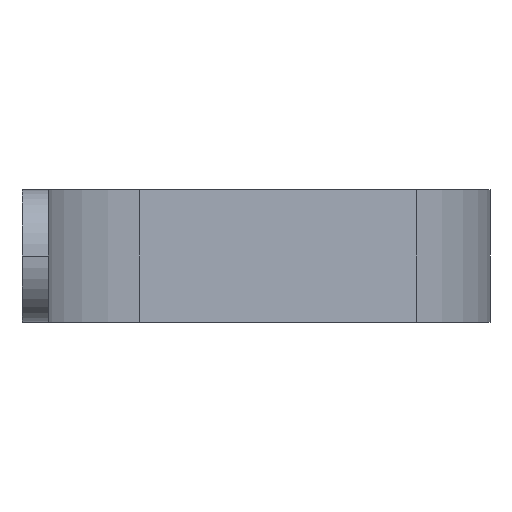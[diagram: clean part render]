
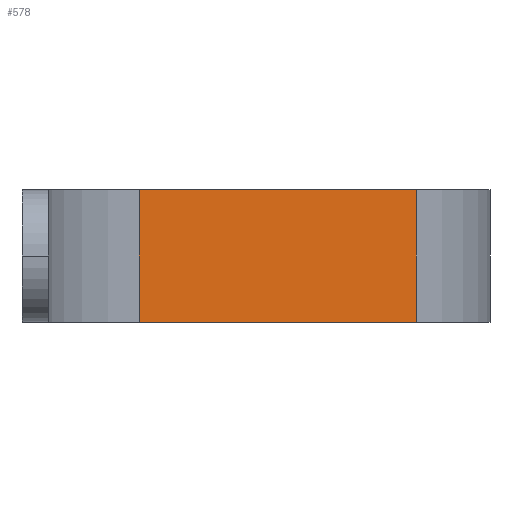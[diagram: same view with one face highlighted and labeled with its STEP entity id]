
A CAD part, left-side view. The second image highlights one B-rep face of the part: STEP entity #578.
In plain terms, the highlighted planar face has unit normal (-0.692, -0.722, 0).
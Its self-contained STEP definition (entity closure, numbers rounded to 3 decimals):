
#171=CARTESIAN_POINT('Vertex',(132.237,43.346,-7.5)) ;
#174=CARTESIAN_POINT('Line Origine',(115.883,59.026,-7.5)) ;
#178=CARTESIAN_POINT('Vertex',(99.529,74.707,-7.5)) ;
#301=CARTESIAN_POINT('Line Origine',(99.529,74.707,0.)) ;
#305=CARTESIAN_POINT('Vertex',(99.529,74.707,7.5)) ;
#543=CARTESIAN_POINT('Line Origine',(132.237,43.346,0.)) ;
#547=CARTESIAN_POINT('Vertex',(132.237,43.346,7.5)) ;
#562=CARTESIAN_POINT('Axis2P3D Location',(99.529,74.707,0.)) ;
#567=CARTESIAN_POINT('Line Origine',(115.883,59.026,7.5)) ;
#176=VECTOR('Line Direction',#175,1.) ;
#303=VECTOR('Line Direction',#302,1.) ;
#545=VECTOR('Line Direction',#544,1.) ;
#569=VECTOR('Line Direction',#568,1.) ;
#175=DIRECTION('Vector Direction',(0.722,-0.692,0.)) ;
#302=DIRECTION('Vector Direction',(0.,0.,1.)) ;
#544=DIRECTION('Vector Direction',(0.,0.,1.)) ;
#563=DIRECTION('Axis2P3D Direction',(-0.692,-0.722,0.)) ;
#564=DIRECTION('Axis2P3D XDirection',(0.722,-0.692,0.)) ;
#568=DIRECTION('Vector Direction',(0.722,-0.692,0.)) ;
#565=AXIS2_PLACEMENT_3D('Plane Axis2P3D',#562,#563,#564) ;
#177=LINE('Line',#174,#176) ;
#304=LINE('Line',#301,#303) ;
#546=LINE('Line',#543,#545) ;
#570=LINE('Line',#567,#569) ;
#566=PLANE('',#565) ;
#180=EDGE_CURVE('',#179,#172,#177,.T.) ;
#307=EDGE_CURVE('',#179,#306,#304,.T.) ;
#549=EDGE_CURVE('',#172,#548,#546,.T.) ;
#571=EDGE_CURVE('',#306,#548,#570,.T.) ;
#573=ORIENTED_EDGE('',*,*,#307,.F.) ;
#574=ORIENTED_EDGE('',*,*,#180,.T.) ;
#575=ORIENTED_EDGE('',*,*,#549,.T.) ;
#576=ORIENTED_EDGE('',*,*,#571,.F.) ;
#572=EDGE_LOOP('',(#573,#574,#575,#576)) ;
#172=VERTEX_POINT('',#171) ;
#179=VERTEX_POINT('',#178) ;
#306=VERTEX_POINT('',#305) ;
#548=VERTEX_POINT('',#547) ;
#578=ADVANCED_FACE('PartBody',(#577),#566,.T.) ;
#577=FACE_OUTER_BOUND('',#572,.T.) ;
